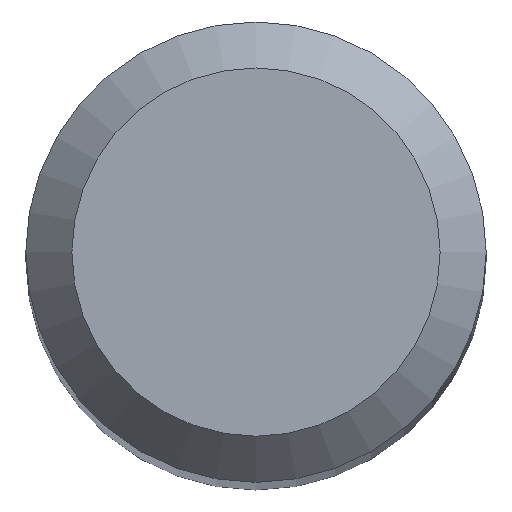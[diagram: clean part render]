
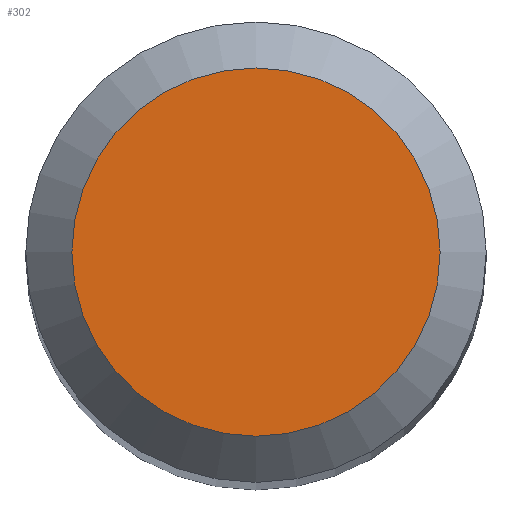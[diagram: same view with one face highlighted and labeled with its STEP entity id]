
A CAD part, top view. The second image highlights one B-rep face of the part: STEP entity #302.
In plain terms, the highlighted planar face has unit normal (0, 0, 1).
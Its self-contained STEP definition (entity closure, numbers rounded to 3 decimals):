
#9 = CARTESIAN_POINT ( 'NONE',  ( 0., 0., 38. ) ) ;
#31 = ORIENTED_EDGE ( 'NONE', *, *, #379, .T. ) ;
#41 = DIRECTION ( 'NONE',  ( 0., 0., 1. ) ) ;
#44 = FACE_OUTER_BOUND ( 'NONE', #234, .T. ) ;
#69 = CARTESIAN_POINT ( 'NONE',  ( 0., 1.2, 38. ) ) ;
#127 = CARTESIAN_POINT ( 'NONE',  ( 1.2, 0., 38. ) ) ;
#160 = DIRECTION ( 'NONE',  ( -1., 0., 0. ) ) ;
#162 = DIRECTION ( 'NONE',  ( 1., 0., 0. ) ) ;
#207 = VERTEX_POINT ( 'NONE', #127 ) ;
#228 = DIRECTION ( 'NONE',  ( 0., 0., -1. ) ) ;
#234 = EDGE_LOOP ( 'NONE', ( #31 ) ) ;
#285 = PLANE ( 'NONE',  #292 ) ;
#292 = AXIS2_PLACEMENT_3D ( 'NONE', #69, #228, #160 ) ;
#302 = ADVANCED_FACE ( 'NONE', ( #44 ), #285, .F. ) ;
#320 = AXIS2_PLACEMENT_3D ( 'NONE', #9, #41, #162 ) ;
#328 = CIRCLE ( 'NONE', #320, 1.2 ) ;
#379 = EDGE_CURVE ( 'NONE', #207, #207, #328, .T. ) ;
